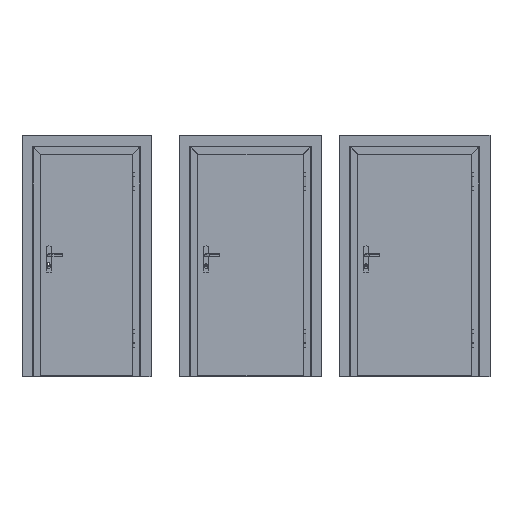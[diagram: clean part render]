
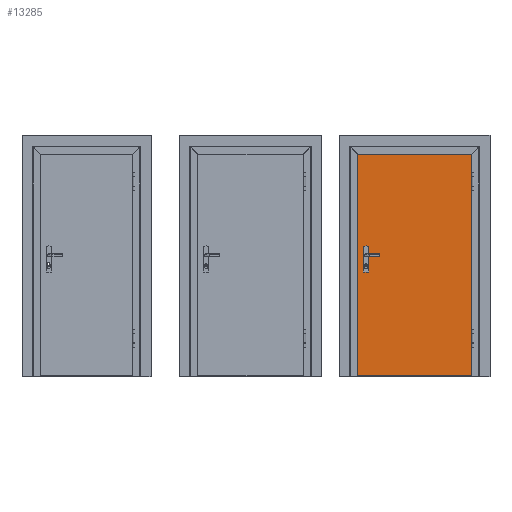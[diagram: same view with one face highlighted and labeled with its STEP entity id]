
A CAD part, front view. The second image highlights one B-rep face of the part: STEP entity #13285.
In plain terms, the highlighted planar face has unit normal (0, -1, 0).
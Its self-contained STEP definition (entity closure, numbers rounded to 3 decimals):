
#2526=FACE_BOUND('',#26948,.T.);
#2527=FACE_BOUND('',#26949,.T.);
#8980=CIRCLE('',#97478,98.321);
#8981=CIRCLE('',#97479,98.321);
#13285=ADVANCED_FACE('',(#2526,#2527),#17123,.T.);
#17123=PLANE('',#97480);
#26948=EDGE_LOOP('',(#46564,#46565,#46566,#46567));
#26949=EDGE_LOOP('',(#46568,#46569,#46570,#46571));
#46564=ORIENTED_EDGE('',*,*,#71016,.T.);
#46565=ORIENTED_EDGE('',*,*,#71017,.T.);
#46566=ORIENTED_EDGE('',*,*,#71018,.T.);
#46567=ORIENTED_EDGE('',*,*,#71019,.T.);
#46568=ORIENTED_EDGE('',*,*,#70985,.F.);
#46569=ORIENTED_EDGE('',*,*,#71014,.F.);
#46570=ORIENTED_EDGE('',*,*,#70998,.F.);
#46571=ORIENTED_EDGE('',*,*,#71009,.F.);
#59689=VERTEX_POINT('',#151702);
#59690=VERTEX_POINT('',#151704);
#59701=VERTEX_POINT('',#151730);
#59702=VERTEX_POINT('',#151732);
#59710=VERTEX_POINT('',#151766);
#59711=VERTEX_POINT('',#151767);
#59712=VERTEX_POINT('',#151769);
#59713=VERTEX_POINT('',#151771);
#70985=EDGE_CURVE('',#59689,#59690,#80828,.T.);
#70998=EDGE_CURVE('',#59701,#59702,#80841,.T.);
#71009=EDGE_CURVE('',#59690,#59701,#80852,.T.);
#71014=EDGE_CURVE('',#59702,#59689,#80855,.T.);
#71016=EDGE_CURVE('',#59710,#59711,#80857,.T.);
#71017=EDGE_CURVE('',#59711,#59712,#8980,.T.);
#71018=EDGE_CURVE('',#59712,#59713,#80858,.T.);
#71019=EDGE_CURVE('',#59713,#59710,#8981,.T.);
#80828=LINE('',#151703,#89670);
#80841=LINE('',#151731,#89683);
#80852=LINE('',#151750,#89694);
#80855=LINE('',#151761,#89697);
#80857=LINE('',#151765,#89699);
#80858=LINE('',#151770,#89700);
#89670=VECTOR('',#116242,1.);
#89683=VECTOR('',#116261,1.);
#89694=VECTOR('',#116280,1.);
#89697=VECTOR('',#116291,1.);
#89699=VECTOR('',#116297,1.);
#89700=VECTOR('',#116300,1.);
#97478=AXIS2_PLACEMENT_3D('',#151768,#116298,#116299);
#97479=AXIS2_PLACEMENT_3D('',#151772,#116301,#116302);
#97480=AXIS2_PLACEMENT_3D('',#151773,#116303,#116304);
#116242=DIRECTION('',(0.,0.,1.));
#116261=DIRECTION('',(0.,0.,-1.));
#116280=DIRECTION('',(1.,0.,0.));
#116291=DIRECTION('',(-1.,0.,0.));
#116297=DIRECTION('',(0.,0.,-1.));
#116298=DIRECTION('',(0.,1.,0.));
#116299=DIRECTION('',(-1.,0.,0.));
#116300=DIRECTION('',(0.,0.,1.));
#116301=DIRECTION('',(0.,1.,0.));
#116302=DIRECTION('',(-1.,0.,0.));
#116303=DIRECTION('',(0.,-1.,0.));
#116304=DIRECTION('',(0.,0.,-1.));
#151702=CARTESIAN_POINT('',(2478.,-49.,2.));
#151703=CARTESIAN_POINT('',(2478.,-49.,-15.));
#151704=CARTESIAN_POINT('',(2478.,-49.,2030.));
#151730=CARTESIAN_POINT('',(3522.,-49.,2030.));
#151731=CARTESIAN_POINT('',(3522.,-49.,-15.));
#151732=CARTESIAN_POINT('',(3522.,-49.,2.));
#151750=CARTESIAN_POINT('',(2553.,-49.,2030.));
#151761=CARTESIAN_POINT('',(2553.,-49.,2.));
#151765=CARTESIAN_POINT('',(2582.,-49.,1186.5));
#151766=CARTESIAN_POINT('',(2582.,-49.,1186.5));
#151767=CARTESIAN_POINT('',(2582.,-49.,951.5));
#151768=CARTESIAN_POINT('',(2556.,-49.,1046.321));
#151769=CARTESIAN_POINT('',(2530.,-49.,951.5));
#151770=CARTESIAN_POINT('',(2530.,-49.,951.5));
#151771=CARTESIAN_POINT('',(2530.,-49.,1186.5));
#151772=CARTESIAN_POINT('',(2556.,-49.,1091.679));
#151773=CARTESIAN_POINT('',(3000.,-49.,0.));
